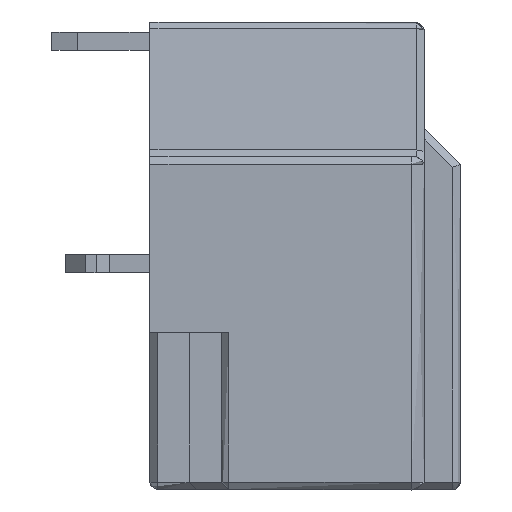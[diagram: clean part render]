
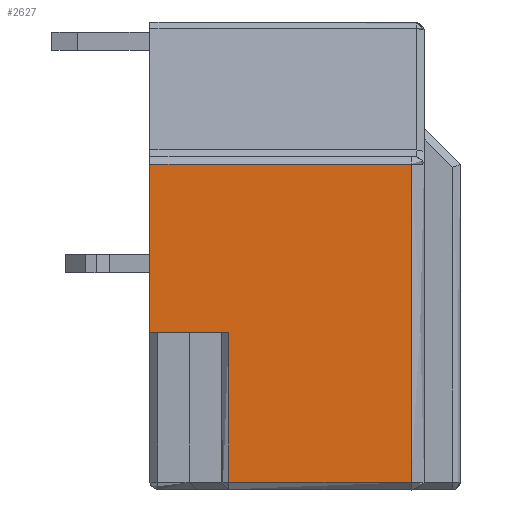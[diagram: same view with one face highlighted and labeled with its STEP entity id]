
A CAD part, left-side view. The second image highlights one B-rep face of the part: STEP entity #2627.
In plain terms, the highlighted free-form (B-spline) face has degree [1, 1] with [2, 2] control points.
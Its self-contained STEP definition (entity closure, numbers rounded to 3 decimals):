
#1195=CARTESIAN_POINT('',(-32.25,19.19,-1.7));
#1196=VERTEX_POINT('',#1195);
#1235=CARTESIAN_POINT('',(-32.25,19.19,10.6));
#1236=VERTEX_POINT('',#1235);
#1245=CARTESIAN_POINT('',(-32.25,19.19,10.6));
#1246=CARTESIAN_POINT('',(-32.25,19.19,-1.7));
#1247=B_SPLINE_CURVE_WITH_KNOTS('',1,(#1245,#1246),.POLYLINE_FORM.,.F.,.U.,(2,2),(0.,1.),.UNSPECIFIED.);
#1248=EDGE_CURVE('',#1236,#1196,#1247,.T.);
#2561=CARTESIAN_POINT('',(-32.25,26.24,4.1));
#2562=VERTEX_POINT('',#2561);
#2578=CARTESIAN_POINT('',(-32.25,26.24,-1.7));
#2579=VERTEX_POINT('',#2578);
#2586=CARTESIAN_POINT('',(-32.25,26.24,-1.7));
#2587=CARTESIAN_POINT('',(-32.25,26.24,4.1));
#2588=B_SPLINE_CURVE_WITH_KNOTS('',1,(#2586,#2587),.POLYLINE_FORM.,.F.,.U.,(2,2),(0.,1.),.UNSPECIFIED.);
#2589=EDGE_CURVE('',#2579,#2562,#2588,.T.);
#2594=CARTESIAN_POINT('',(-32.25,40.155,-11.465));
#2595=CARTESIAN_POINT('',(-32.25,40.155,20.365));
#2596=CARTESIAN_POINT('',(-32.25,8.325,-11.465));
#2597=CARTESIAN_POINT('',(-32.25,8.325,20.365));
#2598=B_SPLINE_SURFACE_WITH_KNOTS('',1,1,((#2594,#2595),(#2596,#2597)),.PLANE_SURF.,.F.,.F.,.U.,(2,2),(2,2),(0.,1.),(0.,1.),.UNSPECIFIED.);
#2599=CARTESIAN_POINT('',(-32.25,26.24,-1.7));
#2600=CARTESIAN_POINT('',(-32.25,19.19,-1.7));
#2601=B_SPLINE_CURVE_WITH_KNOTS('',1,(#2599,#2600),.POLYLINE_FORM.,.F.,.U.,(2,2),(0.,1.),.UNSPECIFIED.);
#2602=EDGE_CURVE('',#2579,#1196,#2601,.T.);
#2603=ORIENTED_EDGE('',*,*,#2602,.T.);
#2604=ORIENTED_EDGE('',*,*,#1248,.F.);
#2605=CARTESIAN_POINT('',(-32.25,29.29,10.6));
#2606=VERTEX_POINT('',#2605);
#2607=CARTESIAN_POINT('',(-32.25,19.19,10.6));
#2608=CARTESIAN_POINT('',(-32.25,29.29,10.6));
#2609=B_SPLINE_CURVE_WITH_KNOTS('',1,(#2607,#2608),.POLYLINE_FORM.,.F.,.U.,(2,2),(0.,1.),.UNSPECIFIED.);
#2610=EDGE_CURVE('',#1236,#2606,#2609,.T.);
#2611=ORIENTED_EDGE('',*,*,#2610,.T.);
#2612=CARTESIAN_POINT('',(-32.25,29.29,4.1));
#2613=VERTEX_POINT('',#2612);
#2614=CARTESIAN_POINT('',(-32.25,29.29,4.1));
#2615=CARTESIAN_POINT('',(-32.25,29.29,10.6));
#2616=B_SPLINE_CURVE_WITH_KNOTS('',1,(#2614,#2615),.POLYLINE_FORM.,.F.,.U.,(2,2),(0.,1.),.UNSPECIFIED.);
#2617=EDGE_CURVE('',#2613,#2606,#2616,.T.);
#2618=ORIENTED_EDGE('',*,*,#2617,.F.);
#2619=CARTESIAN_POINT('',(-32.25,29.29,4.1));
#2620=CARTESIAN_POINT('',(-32.25,26.24,4.1));
#2621=B_SPLINE_CURVE_WITH_KNOTS('',1,(#2619,#2620),.POLYLINE_FORM.,.F.,.U.,(2,2),(0.,1.),.UNSPECIFIED.);
#2622=EDGE_CURVE('',#2613,#2562,#2621,.T.);
#2623=ORIENTED_EDGE('',*,*,#2622,.T.);
#2624=ORIENTED_EDGE('',*,*,#2589,.F.);
#2625=EDGE_LOOP('',(#2603,#2604,#2611,#2618,#2623,#2624));
#2626=FACE_OUTER_BOUND('',#2625,.T.);
#2627=ADVANCED_FACE('',(#2626),#2598,.T.);
